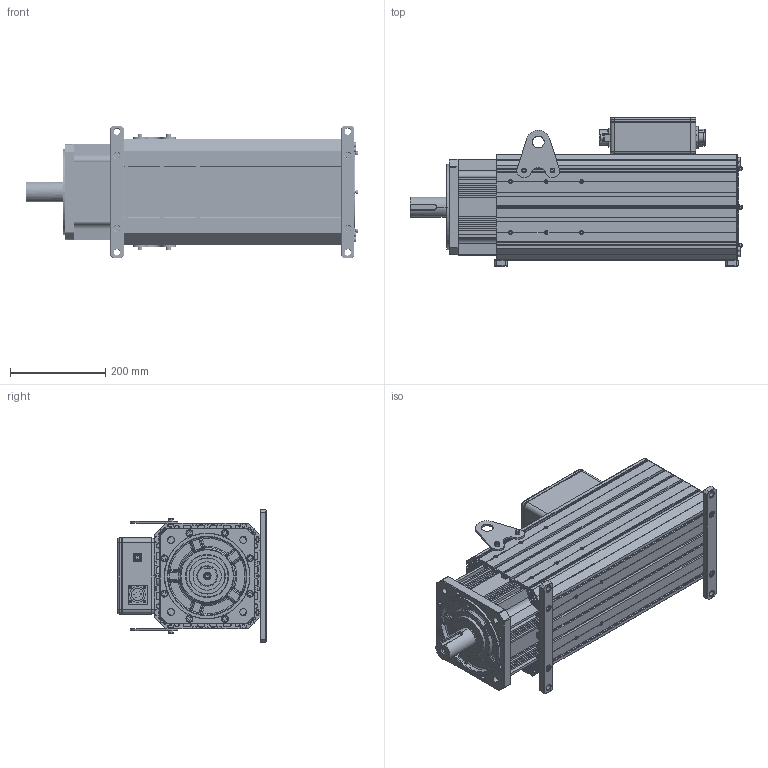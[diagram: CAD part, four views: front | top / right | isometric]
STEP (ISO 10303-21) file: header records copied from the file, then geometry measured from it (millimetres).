
FILE_DESCRIPTION (( 'STEP AP203' ), '1' );
FILE_NAME ('MS6G-200TH17BZ2-427P0.STEP', '2025-03-17T02:16:08', ( '' ), ( '' ), 'SwSTEP 2.0', 'SolidWorks 2022', '' );
FILE_SCHEMA (( 'CONFIG_CONTROL_DESIGN' ));
Length unit declared in the file: millimetre
Products named in the file (1): MS6G-200TH17BZ2-427P0
Bounding box: 697.7 x 311.7 x 278 mm (x, y, z)
Volume: 29795469.4 mm3; surface area: 3333118.5 mm2
Topology: 105 solids, 105 shells, 6081 faces, 16105 edges, 10233 vertices
Faces by surface type: plane 4113, cylinder 1010, cone 431, torus 426, bspline 75, sphere 26
Entity records: 194408 total; most frequent: CARTESIAN_POINT 45689, ORIENTED_EDGE 32150, DIRECTION 29315, EDGE_CURVE 16075, VECTOR 11533, LINE 11533, VERTEX_POINT 10233, AXIS2_PLACEMENT_3D 8891
